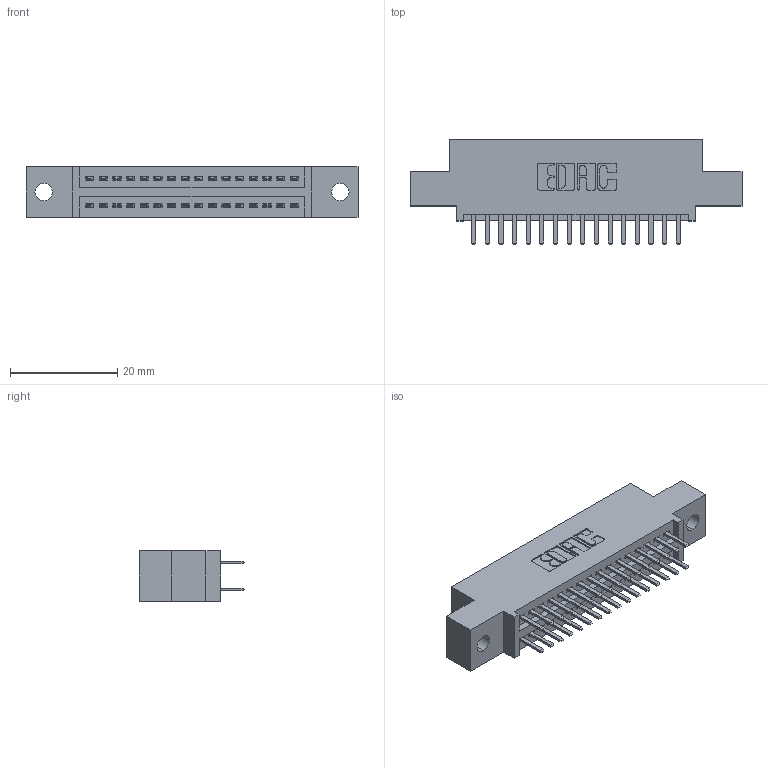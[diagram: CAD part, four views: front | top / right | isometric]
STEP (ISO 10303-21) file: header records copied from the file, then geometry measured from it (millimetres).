
FILE_DESCRIPTION (( 'STEP AP203' ), '1' );
FILE_NAME ('345-032-520-502.STEP', '2019-10-28T03:23:42', ( '' ), ( '' ), 'SwSTEP 2.0', 'SolidWorks 2016', '' );
FILE_SCHEMA (( 'CONFIG_CONTROL_DESIGN' ));
Length unit declared in the file: inch
Products named in the file (3): 345 Part_0.110 Offset - 0.128 Dia; 345-292-001_345-293-120; 345-032-520-502
Assembly tree (33 placements, depth 2):
  345-032-520-502
    345 Part_0.110 Offset - 0.128 Dia
    345-292-001_345-293-120  x32
Bounding box: 61.85 x 19.68 x 9.4 mm (x, y, z)
Volume: 5642.6 mm3; surface area: 7627.4 mm2
Topology: 33 solids, 33 shells, 1858 faces, 5377 edges, 3498 vertices
Faces by surface type: plane 1204, cylinder 654
Entity records: 16303 total; most frequent: CARTESIAN_POINT 2772, ORIENTED_EDGE 2694, DIRECTION 2463, EDGE_CURVE 1347, VECTOR 1147, LINE 1147, VERTEX_POINT 894, AXIS2_PLACEMENT_3D 658
